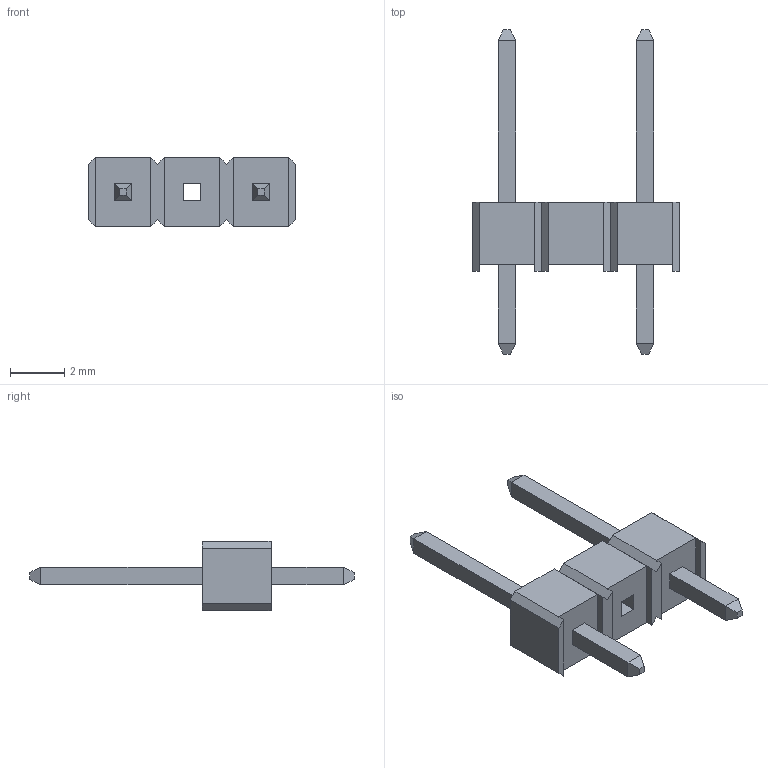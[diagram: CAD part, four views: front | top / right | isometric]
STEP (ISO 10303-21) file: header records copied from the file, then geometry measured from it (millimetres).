
FILE_DESCRIPTION(/* description */ (''),/* implementation_level */ '2;1');
FILE_NAME(/* name */ '3-Pin Header - Male - 2.54mm.step',/* time_stamp */ '2024-07-13T02:02:18+03:00',/* author */ (''),/* organization */ (''),/* preprocessor_version */ 'ST-DEVELOPER v20',/* originating_system */ 'Autodesk Translation Framework v13.14.0.145',/* authorisation */ '');
FILE_SCHEMA (('AUTOMOTIVE_DESIGN { 1 0 10303 214 3 1 1 }'));
Length unit declared in the file: millimetre
Products named in the file (1): 3-Pin Header - Male - 2.54mm
Bounding box: 7.62 x 11.94 x 2.54 mm (x, y, z)
Volume: 51.1 mm3; surface area: 143.9 mm2
Topology: 1 solids, 1 shells, 74 faces, 176 edges, 108 vertices
Faces by surface type: plane 74
Entity records: 2141 total; most frequent: CARTESIAN_POINT 359, ORIENTED_EDGE 352, DIRECTION 326, LINE 176, VECTOR 176, EDGE_CURVE 176, VERTEX_POINT 108, EDGE_LOOP 80
